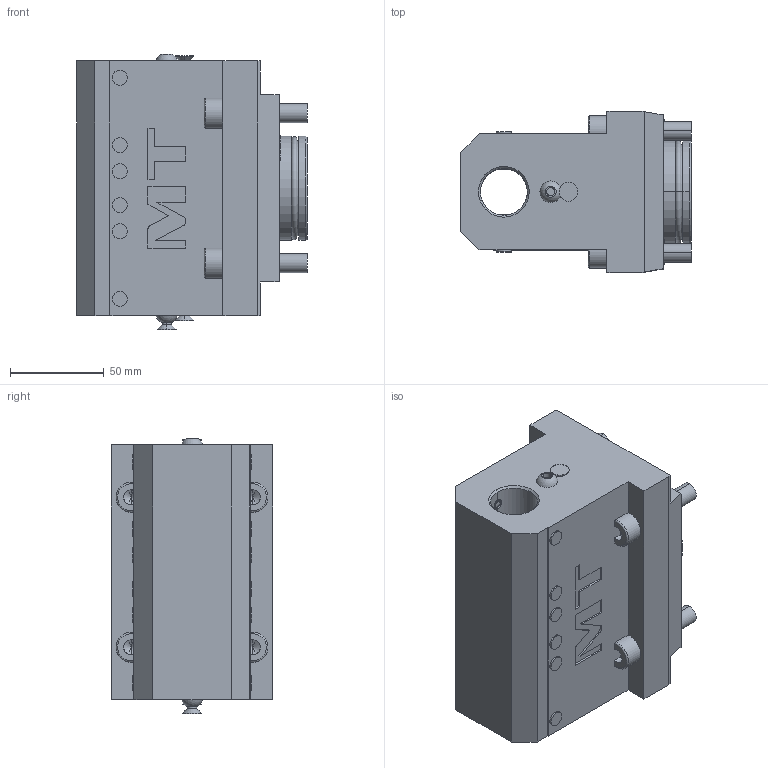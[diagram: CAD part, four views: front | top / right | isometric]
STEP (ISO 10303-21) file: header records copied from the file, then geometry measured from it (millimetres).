
FILE_DESCRIPTION((''),'2;1');
FILE_NAME('OKU0952500_CONF','2024-12-04T10:51:11',('fpalella'),('M.T. srl'),'CREO PARAMETRIC BY PTC INC, 2023352','CREO PARAMETRIC BY PTC INC, 2023352','');
FILE_SCHEMA(('CONFIG_CONTROL_DESIGN'));
Length unit declared in the file: millimetre
Products named in the file (1): OKU0952500_CONF
Bounding box: 123 x 86 x 147.1 mm (x, y, z)
Volume: 932129.8 mm3; surface area: 84068.7 mm2
Topology: 1 solids, 1 shells, 283 faces, 672 edges, 422 vertices
Faces by surface type: plane 103, cylinder 88, cone 76, torus 10, extrusion 4, sphere 2
Entity records: 11474 total; most frequent: CARTESIAN_POINT 4927, DIRECTION 1346, ORIENTED_EDGE 1328, EDGE_CURVE 664, AXIS2_PLACEMENT_3D 487, VERTEX_POINT 422, VECTOR 372, LINE 368
